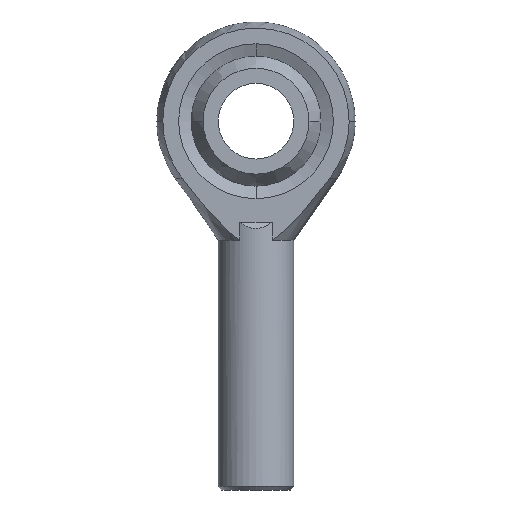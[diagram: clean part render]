
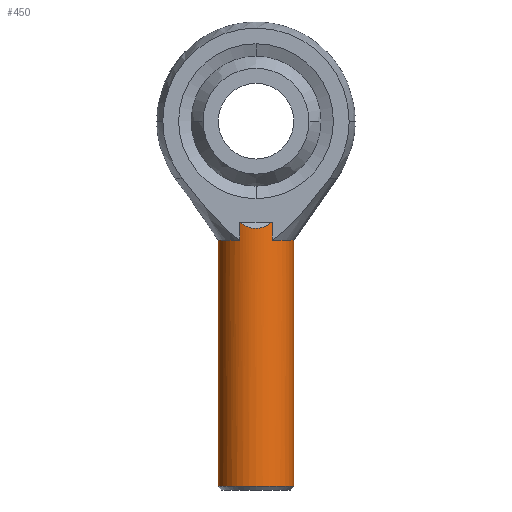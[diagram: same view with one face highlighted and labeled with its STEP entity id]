
A CAD part, front view. The second image highlights one B-rep face of the part: STEP entity #450.
In plain terms, the highlighted cylindrical face has radius 6.35 mm (diameter 12.7 mm), a partial arc.
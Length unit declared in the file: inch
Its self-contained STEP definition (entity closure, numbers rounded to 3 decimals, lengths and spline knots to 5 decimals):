
#20 = ORIENTED_EDGE ( 'NONE', *, *, #887, .T. ) ;
#71 = VERTEX_POINT ( 'NONE', #532 ) ;
#74 = DIRECTION ( 'NONE',  ( 0., 0., -1. ) ) ;
#117 = CARTESIAN_POINT ( 'NONE',  ( 0.03763, -0.25836, -0.72318 ) ) ;
#121 = CARTESIAN_POINT ( 'NONE',  ( -0.10582, -0.2265, -0.668 ) ) ;
#132 = VERTEX_POINT ( 'NONE', #1021 ) ;
#203 = CARTESIAN_POINT ( 'NONE',  ( 0.10582, -0.2265, -0.668 ) ) ;
#206 = AXIS2_PLACEMENT_3D ( 'NONE', #722, #1142, #644 ) ;
#253 = CARTESIAN_POINT ( 'NONE',  ( 0., 0., -0.78666 ) ) ;
#257 = EDGE_CURVE ( 'NONE', #71, #833, #410, .T. ) ;
#261 = CARTESIAN_POINT ( 'NONE',  ( 0., 0., -0.78666 ) ) ;
#286 = ORIENTED_EDGE ( 'NONE', *, *, #1054, .T. ) ;
#305 = DIRECTION ( 'NONE',  ( 0., 0., 1. ) ) ;
#322 = EDGE_CURVE ( 'NONE', #493, #675, #944, .T. ) ;
#375 = CARTESIAN_POINT ( 'NONE',  ( 0.10582, -0.2265, -0.78666 ) ) ;
#404 = CARTESIAN_POINT ( 'NONE',  ( -0.03763, -0.25836, -0.72318 ) ) ;
#410 =( BOUNDED_CURVE ( )  B_SPLINE_CURVE ( 3, ( #203, #117, #404, #121 ),
 .UNSPECIFIED., .F., .T. ) 
 B_SPLINE_CURVE_WITH_KNOTS ( ( 4, 4 ),
 ( 2.70453, 3.57865 ),
 .UNSPECIFIED. ) 
 CURVE ( )  GEOMETRIC_REPRESENTATION_ITEM ( )  RATIONAL_B_SPLINE_CURVE ( ( 1., 0.937, 0.937, 1. ) ) 
 REPRESENTATION_ITEM ( '' )  );
#434 = CARTESIAN_POINT ( 'NONE',  ( -0.10582, -0.2265, -0.668 ) ) ;
#450 = ADVANCED_FACE ( 'NONE', ( #1121 ), #622, .T. ) ;
#479 = EDGE_CURVE ( 'NONE', #132, #549, #992, .T. ) ;
#493 = VERTEX_POINT ( 'NONE', #750 ) ;
#508 = CIRCLE ( 'NONE', #1012, 0.25 ) ;
#514 = CARTESIAN_POINT ( 'NONE',  ( 0., 0., -2.413 ) ) ;
#528 = EDGE_LOOP ( 'NONE', ( #1077, #693, #1226, #20, #286, #663, #665, #1158 ) ) ;
#532 = CARTESIAN_POINT ( 'NONE',  ( 0.10582, -0.2265, -0.668 ) ) ;
#549 = VERTEX_POINT ( 'NONE', #841 ) ;
#558 = EDGE_CURVE ( 'NONE', #833, #132, #1069, .T. ) ;
#622 = CYLINDRICAL_SURFACE ( 'NONE', #206, 0.25 ) ;
#627 = CARTESIAN_POINT ( 'NONE',  ( -0.25, 0., -1.45195 ) ) ;
#644 = DIRECTION ( 'NONE',  ( 1., 0., 0. ) ) ;
#651 = LINE ( 'NONE', #627, #925 ) ;
#663 = ORIENTED_EDGE ( 'NONE', *, *, #257, .T. ) ;
#665 = ORIENTED_EDGE ( 'NONE', *, *, #558, .T. ) ;
#675 = VERTEX_POINT ( 'NONE', #1187 ) ;
#693 = ORIENTED_EDGE ( 'NONE', *, *, #846, .T. ) ;
#697 = DIRECTION ( 'NONE',  ( 0., 0., -1. ) ) ;
#722 = CARTESIAN_POINT ( 'NONE',  ( 0., 0., -1.45195 ) ) ;
#744 = DIRECTION ( 'NONE',  ( 0., 0., -1. ) ) ;
#750 = CARTESIAN_POINT ( 'NONE',  ( 0.25, 0., -2.413 ) ) ;
#761 = CARTESIAN_POINT ( 'NONE',  ( 0.10582, -0.2265, -1.45195 ) ) ;
#799 = CARTESIAN_POINT ( 'NONE',  ( 0.25, 0., -1.45195 ) ) ;
#811 = DIRECTION ( 'NONE',  ( 0., 0., 1. ) ) ;
#827 = EDGE_CURVE ( 'NONE', #1132, #549, #651, .T. ) ;
#833 = VERTEX_POINT ( 'NONE', #434 ) ;
#841 = CARTESIAN_POINT ( 'NONE',  ( -0.25, 0., -0.78666 ) ) ;
#846 = EDGE_CURVE ( 'NONE', #1132, #493, #508, .T. ) ;
#887 = EDGE_CURVE ( 'NONE', #675, #1016, #1184, .T. ) ;
#925 = VECTOR ( 'NONE', #1020, 39.37008 ) ;
#928 = DIRECTION ( 'NONE',  ( 1., 0., 0. ) ) ;
#941 = DIRECTION ( 'NONE',  ( 1., 0., 0. ) ) ;
#944 = LINE ( 'NONE', #799, #1280 ) ;
#951 = CARTESIAN_POINT ( 'NONE',  ( -0.10582, -0.2265, -1.45195 ) ) ;
#974 = VECTOR ( 'NONE', #1268, 39.37008 ) ;
#992 = CIRCLE ( 'NONE', #1229, 0.25 ) ;
#1012 = AXIS2_PLACEMENT_3D ( 'NONE', #514, #811, #928 ) ;
#1016 = VERTEX_POINT ( 'NONE', #375 ) ;
#1020 = DIRECTION ( 'NONE',  ( 0., 0., 1. ) ) ;
#1021 = CARTESIAN_POINT ( 'NONE',  ( -0.10582, -0.2265, -0.78666 ) ) ;
#1054 = EDGE_CURVE ( 'NONE', #1016, #71, #1167, .T. ) ;
#1069 = LINE ( 'NONE', #951, #1120 ) ;
#1077 = ORIENTED_EDGE ( 'NONE', *, *, #827, .F. ) ;
#1078 = CARTESIAN_POINT ( 'NONE',  ( -0.25, 0., -2.413 ) ) ;
#1087 = AXIS2_PLACEMENT_3D ( 'NONE', #253, #744, #941 ) ;
#1120 = VECTOR ( 'NONE', #697, 39.37008 ) ;
#1121 = FACE_OUTER_BOUND ( 'NONE', #528, .T. ) ;
#1132 = VERTEX_POINT ( 'NONE', #1078 ) ;
#1142 = DIRECTION ( 'NONE',  ( 0., 0., 1. ) ) ;
#1158 = ORIENTED_EDGE ( 'NONE', *, *, #479, .T. ) ;
#1160 = DIRECTION ( 'NONE',  ( 1., 0., 0. ) ) ;
#1167 = LINE ( 'NONE', #761, #974 ) ;
#1184 = CIRCLE ( 'NONE', #1087, 0.25 ) ;
#1187 = CARTESIAN_POINT ( 'NONE',  ( 0.25, 0., -0.78666 ) ) ;
#1226 = ORIENTED_EDGE ( 'NONE', *, *, #322, .T. ) ;
#1229 = AXIS2_PLACEMENT_3D ( 'NONE', #261, #74, #1160 ) ;
#1268 = DIRECTION ( 'NONE',  ( 0., 0., 1. ) ) ;
#1280 = VECTOR ( 'NONE', #305, 39.37008 ) ;
